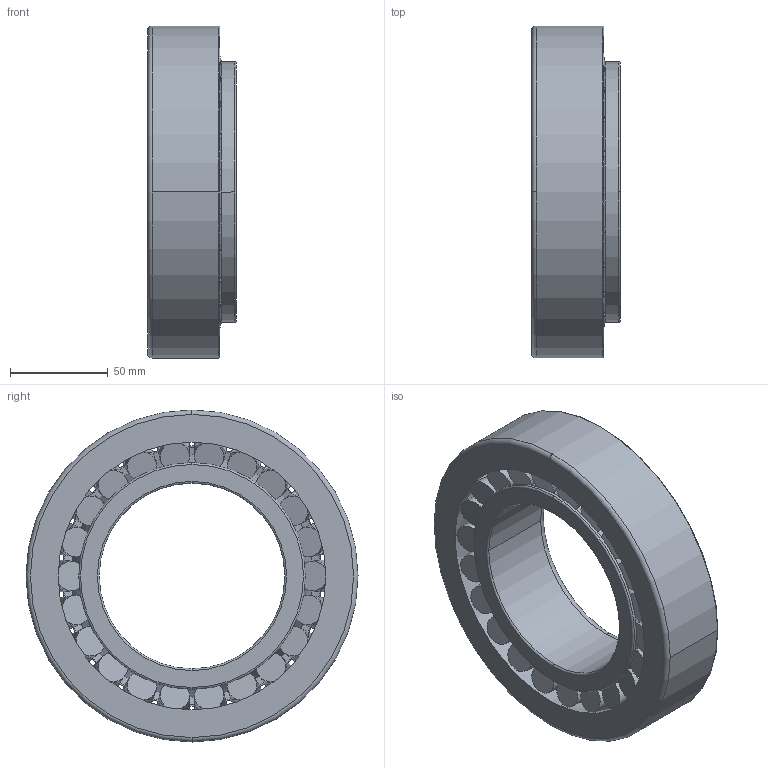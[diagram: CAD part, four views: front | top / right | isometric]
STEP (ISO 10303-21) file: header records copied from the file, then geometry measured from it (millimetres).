
FILE_DESCRIPTION(('STEP AP214'),'1');
FILE_NAME('bearing_32219.stp','2021-06-01T04:34:02',('TraceParts'),('TraceParts S.A.'),'Spatial InterOp 3D',' ',' ');
FILE_SCHEMA(('AUTOMOTIVE_DESIGN { 1 0 10303 214 1 1 1 1 }'));
Length unit declared in the file: millimetre
Products named in the file (1): bearing_32219_1
Bounding box: 45.5 x 170 x 170 mm (x, y, z)
Volume: 530703 mm3; surface area: 136729.9 mm2
Topology: 3 solids, 3 shells, 168 faces, 354 edges, 234 vertices
Faces by surface type: torus 60, cone 52, plane 48, cylinder 8
Entity records: 6127 total; most frequent: CARTESIAN_POINT 2431, DIRECTION 814, ORIENTED_EDGE 708, AXIS2_PLACEMENT_3D 377, EDGE_CURVE 354, VERTEX_POINT 234, EDGE_LOOP 216, CIRCLE 206
